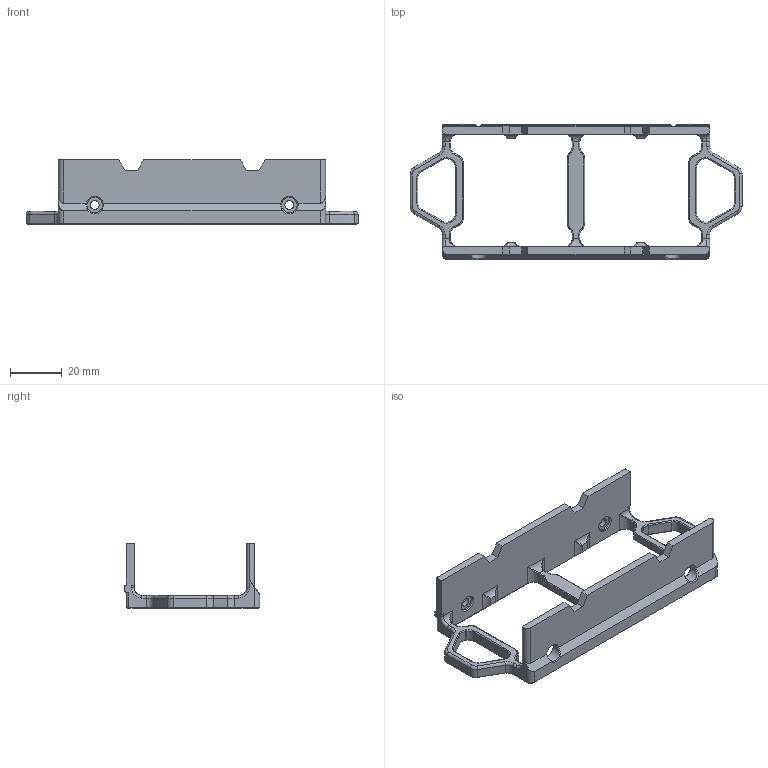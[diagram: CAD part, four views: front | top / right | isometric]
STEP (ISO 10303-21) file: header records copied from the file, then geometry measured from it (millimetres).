
FILE_DESCRIPTION(/* description */ (''),/* implementation_level */ '2;1');
FILE_NAME(/* name */ 'Side Skirt - Fan v4.step',/* time_stamp */ '2023-11-06T12:26:07-06:00',/* author */ (''),/* organization */ (''),/* preprocessor_version */ 'ST-DEVELOPER v20',/* originating_system */ 'Autodesk Translation Framework v12.14.0.127',/* authorisation */ '');
FILE_SCHEMA (('AUTOMOTIVE_DESIGN { 1 0 10303 214 3 1 1 }'));
Length unit declared in the file: millimetre
Products named in the file (1): Side Skirt - Fan
Bounding box: 128 x 52.22 x 25 mm (x, y, z)
Volume: 20152.1 mm3; surface area: 15235.7 mm2
Topology: 1 solids, 1 shells, 371 faces, 953 edges, 564 vertices
Faces by surface type: plane 147, cylinder 120, cone 44, torus 40, bspline 20
Full cylindrical faces by diameter (mm): 3.4 x2, 6 x4
Entity records: 11848 total; most frequent: CARTESIAN_POINT 2779, DIRECTION 1965, ORIENTED_EDGE 1874, EDGE_CURVE 937, AXIS2_PLACEMENT_3D 710, VERTEX_POINT 564, LINE 545, VECTOR 545
